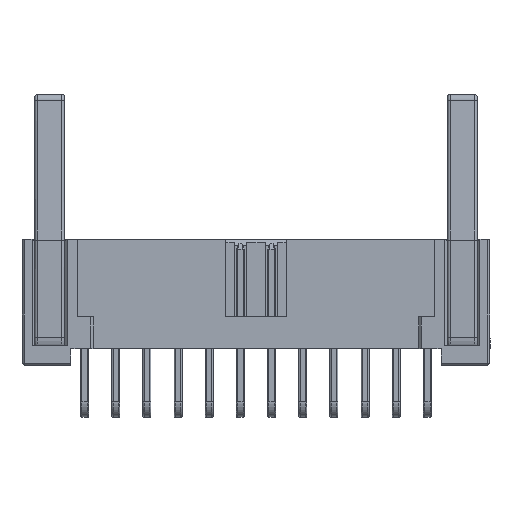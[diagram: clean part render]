
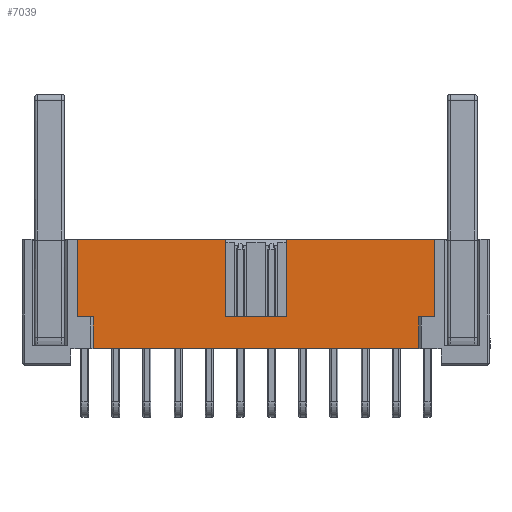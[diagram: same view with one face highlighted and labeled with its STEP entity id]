
A CAD part, front view. The second image highlights one B-rep face of the part: STEP entity #7039.
In plain terms, the highlighted planar face has unit normal (0, -1, 0).
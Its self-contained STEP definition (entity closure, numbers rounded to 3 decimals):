
#1427=CARTESIAN_POINT('',(-13.27,-4.35,-1.15));
#1428=VERTEX_POINT('',#1427);
#1435=CARTESIAN_POINT('',(-14.57,-4.35,-1.15));
#1436=VERTEX_POINT('',#1435);
#1437=CARTESIAN_POINT('',(-13.27,-4.35,-1.15));
#1438=DIRECTION('',(-1.,0.,0.));
#1439=VECTOR('',#1438,1.3);
#1440=LINE('',#1437,#1439);
#1441=EDGE_CURVE('',#1428,#1436,#1440,.T.);
#1459=CARTESIAN_POINT('',(-14.57,-4.35,5.15));
#1460=VERTEX_POINT('',#1459);
#1461=CARTESIAN_POINT('',(-14.57,-4.35,-1.15));
#1462=DIRECTION('',(0.,0.,1.));
#1463=VECTOR('',#1462,6.3);
#1464=LINE('',#1461,#1463);
#1465=EDGE_CURVE('',#1436,#1460,#1464,.T.);
#2151=CARTESIAN_POINT('',(-13.27,-4.35,-3.75));
#2152=VERTEX_POINT('',#2151);
#2153=CARTESIAN_POINT('',(-13.27,-4.35,-3.75));
#2154=DIRECTION('',(0.,0.,1.));
#2155=VECTOR('',#2154,2.6);
#2156=LINE('',#2153,#2155);
#2157=EDGE_CURVE('',#2152,#1428,#2156,.T.);
#2683=CARTESIAN_POINT('',(-2.5,-4.35,5.15));
#2684=VERTEX_POINT('',#2683);
#2685=CARTESIAN_POINT('',(-14.57,-4.35,5.15));
#2686=DIRECTION('',(1.,0.,0.));
#2687=VECTOR('',#2686,12.07);
#2688=LINE('',#2685,#2687);
#2689=EDGE_CURVE('',#1460,#2684,#2688,.T.);
#3794=CARTESIAN_POINT('',(13.27,-4.35,-3.75));
#3795=VERTEX_POINT('',#3794);
#3802=CARTESIAN_POINT('',(13.27,-4.35,-3.75));
#3803=DIRECTION('',(-1.,0.,0.));
#3804=VECTOR('',#3803,26.54);
#3805=LINE('',#3802,#3804);
#3806=EDGE_CURVE('',#3795,#2152,#3805,.T.);
#6643=CARTESIAN_POINT('',(14.57,-4.35,5.15));
#6644=VERTEX_POINT('',#6643);
#6700=CARTESIAN_POINT('',(2.5,-4.35,5.15));
#6701=VERTEX_POINT('',#6700);
#6708=CARTESIAN_POINT('',(2.5,-4.35,5.15));
#6709=DIRECTION('',(1.,0.,0.));
#6710=VECTOR('',#6709,12.07);
#6711=LINE('',#6708,#6710);
#6712=EDGE_CURVE('',#6701,#6644,#6711,.T.);
#6724=CARTESIAN_POINT('',(14.57,-4.35,-1.15));
#6725=VERTEX_POINT('',#6724);
#6726=CARTESIAN_POINT('',(14.57,-4.35,5.15));
#6727=DIRECTION('',(0.,0.,-1.));
#6728=VECTOR('',#6727,6.3);
#6729=LINE('',#6726,#6728);
#6730=EDGE_CURVE('',#6644,#6725,#6729,.T.);
#6746=CARTESIAN_POINT('',(13.27,-4.35,-1.15));
#6747=VERTEX_POINT('',#6746);
#6748=CARTESIAN_POINT('',(14.57,-4.35,-1.15));
#6749=DIRECTION('',(-1.,0.,0.));
#6750=VECTOR('',#6749,1.3);
#6751=LINE('',#6748,#6750);
#6752=EDGE_CURVE('',#6725,#6747,#6751,.T.);
#6996=CARTESIAN_POINT('',(0.,-4.35,0.7));
#6997=DIRECTION('',(1.,0.,0.));
#6998=DIRECTION('',(0.,-1.,0.));
#6999=AXIS2_PLACEMENT_3D('',#6996,#6998,#6997);
#7000=PLANE('',#6999);
#7001=CARTESIAN_POINT('',(2.5,-4.35,-1.15));
#7002=VERTEX_POINT('',#7001);
#7003=CARTESIAN_POINT('',(2.5,-4.35,5.15));
#7004=DIRECTION('',(0.,0.,-1.));
#7005=VECTOR('',#7004,6.3);
#7006=LINE('',#7003,#7005);
#7007=EDGE_CURVE('',#6701,#7002,#7006,.T.);
#7008=ORIENTED_EDGE('',*,*,#7007,.T.);
#7009=CARTESIAN_POINT('',(-2.5,-4.35,-1.15));
#7010=VERTEX_POINT('',#7009);
#7011=CARTESIAN_POINT('',(2.5,-4.35,-1.15));
#7012=DIRECTION('',(-1.,0.,0.));
#7013=VECTOR('',#7012,5.);
#7014=LINE('',#7011,#7013);
#7015=EDGE_CURVE('',#7002,#7010,#7014,.T.);
#7016=ORIENTED_EDGE('',*,*,#7015,.T.);
#7017=CARTESIAN_POINT('',(-2.5,-4.35,-1.15));
#7018=DIRECTION('',(0.,0.,1.));
#7019=VECTOR('',#7018,6.3);
#7020=LINE('',#7017,#7019);
#7021=EDGE_CURVE('',#7010,#2684,#7020,.T.);
#7022=ORIENTED_EDGE('',*,*,#7021,.T.);
#7023=ORIENTED_EDGE('',*,*,#2689,.F.);
#7024=ORIENTED_EDGE('',*,*,#1465,.F.);
#7025=ORIENTED_EDGE('',*,*,#1441,.F.);
#7026=ORIENTED_EDGE('',*,*,#2157,.F.);
#7027=ORIENTED_EDGE('',*,*,#3806,.F.);
#7028=CARTESIAN_POINT('',(13.27,-4.35,-3.75));
#7029=DIRECTION('',(0.,0.,1.));
#7030=VECTOR('',#7029,2.6);
#7031=LINE('',#7028,#7030);
#7032=EDGE_CURVE('',#3795,#6747,#7031,.T.);
#7033=ORIENTED_EDGE('',*,*,#7032,.T.);
#7034=ORIENTED_EDGE('',*,*,#6752,.F.);
#7035=ORIENTED_EDGE('',*,*,#6730,.F.);
#7036=ORIENTED_EDGE('',*,*,#6712,.F.);
#7037=EDGE_LOOP('',(#7008,#7016,#7022,#7023,#7024,#7025,#7026,#7027,#7033,#7034,#7035,#7036));
#7038=FACE_OUTER_BOUND('',#7037,.T.);
#7039=ADVANCED_FACE('',(#7038),#7000,.T.);
